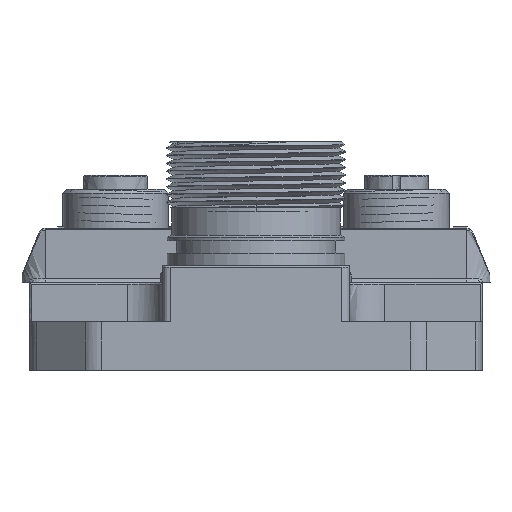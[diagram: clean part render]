
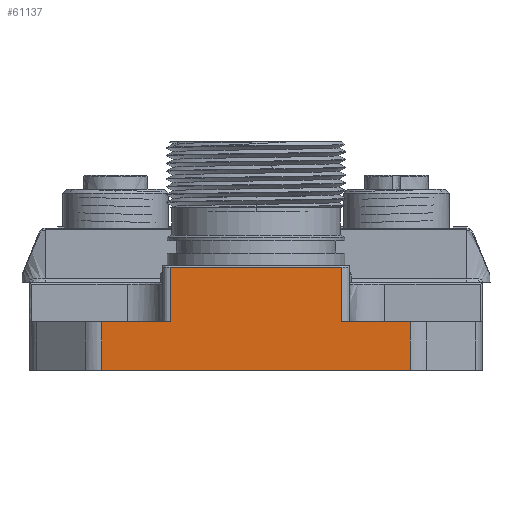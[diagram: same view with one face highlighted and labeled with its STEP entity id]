
A CAD part, front view. The second image highlights one B-rep face of the part: STEP entity #61137.
In plain terms, the highlighted free-form (B-spline) face has degree [1, 1] with [2, 2] control points.
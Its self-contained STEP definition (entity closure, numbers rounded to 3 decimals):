
#2710=CARTESIAN_POINT('',(11.,-76.,13.));
#2711=VERTEX_POINT('',#2710);
#2738=CARTESIAN_POINT('',(11.,-76.,6.));
#2739=VERTEX_POINT('',#2738);
#2740=CARTESIAN_POINT('',(11.,-76.,13.));
#2741=CARTESIAN_POINT('',(11.,-76.,6.));
#2742=B_SPLINE_CURVE_WITH_KNOTS('',1,(#2740,#2741),.POLYLINE_FORM.,.F.,.U.,(2,2),(0.,1.),.UNSPECIFIED.);
#2743=EDGE_CURVE('',#2711,#2739,#2742,.T.);
#2769=CARTESIAN_POINT('',(19.791,-76.,6.));
#2770=VERTEX_POINT('',#2769);
#2771=CARTESIAN_POINT('',(11.,-76.,6.));
#2772=CARTESIAN_POINT('',(19.791,-76.,6.));
#2773=B_SPLINE_CURVE_WITH_KNOTS('',1,(#2771,#2772),.POLYLINE_FORM.,.F.,.U.,(2,2),(0.,1.),.UNSPECIFIED.);
#2774=EDGE_CURVE('',#2739,#2770,#2773,.T.);
#2982=CARTESIAN_POINT('',(19.791,-76.,-0.25));
#2983=VERTEX_POINT('',#2982);
#2992=CARTESIAN_POINT('',(-19.791,-76.,-0.25));
#2993=VERTEX_POINT('',#2992);
#2994=CARTESIAN_POINT('',(19.791,-76.,-0.25));
#2995=CARTESIAN_POINT('',(-19.791,-76.,-0.25));
#2996=B_SPLINE_CURVE_WITH_KNOTS('',1,(#2994,#2995),.POLYLINE_FORM.,.F.,.U.,(2,2),(0.,1.),.UNSPECIFIED.);
#2997=EDGE_CURVE('',#2983,#2993,#2996,.T.);
#61089=CARTESIAN_POINT('',(19.791,-76.,6.));
#61090=CARTESIAN_POINT('',(19.791,-76.,-0.25));
#61091=(BOUNDED_CURVE()B_SPLINE_CURVE(1,(#61089,#61090),.POLYLINE_FORM.,.F.,.U.)B_SPLINE_CURVE_WITH_KNOTS((2,2),(0.,1.),.UNSPECIFIED.)CURVE()GEOMETRIC_REPRESENTATION_ITEM()RATIONAL_B_SPLINE_CURVE((0.889,0.889))REPRESENTATION_ITEM(''));
#61092=EDGE_CURVE('',#2770,#2983,#61091,.T.);
#61100=CARTESIAN_POINT('',(-100.381,-76.,-71.381));
#61101=CARTESIAN_POINT('',(-100.381,-76.,71.381));
#61102=CARTESIAN_POINT('',(42.381,-76.,-71.381));
#61103=CARTESIAN_POINT('',(42.381,-76.,71.381));
#61104=B_SPLINE_SURFACE_WITH_KNOTS('',1,1,((#61100,#61101),(#61102,#61103)),.PLANE_SURF.,.F.,.F.,.U.,(2,2),(2,2),(0.,1.),(0.,1.),.UNSPECIFIED.);
#61105=CARTESIAN_POINT('',(-11.,-76.,13.));
#61106=VERTEX_POINT('',#61105);
#61107=CARTESIAN_POINT('',(-11.,-76.,6.));
#61108=VERTEX_POINT('',#61107);
#61109=CARTESIAN_POINT('',(-11.,-76.,13.));
#61110=CARTESIAN_POINT('',(-11.,-76.,6.));
#61111=B_SPLINE_CURVE_WITH_KNOTS('',1,(#61109,#61110),.POLYLINE_FORM.,.F.,.U.,(2,2),(0.,1.),.UNSPECIFIED.);
#61112=EDGE_CURVE('',#61106,#61108,#61111,.T.);
#61113=ORIENTED_EDGE('',*,*,#61112,.T.);
#61114=CARTESIAN_POINT('',(-19.791,-76.,6.));
#61115=VERTEX_POINT('',#61114);
#61116=CARTESIAN_POINT('',(-11.,-76.,6.));
#61117=CARTESIAN_POINT('',(-19.791,-76.,6.));
#61118=B_SPLINE_CURVE_WITH_KNOTS('',1,(#61116,#61117),.POLYLINE_FORM.,.F.,.U.,(2,2),(0.,1.),.UNSPECIFIED.);
#61119=EDGE_CURVE('',#61108,#61115,#61118,.T.);
#61120=ORIENTED_EDGE('',*,*,#61119,.T.);
#61121=CARTESIAN_POINT('',(-19.791,-76.,6.));
#61122=CARTESIAN_POINT('',(-19.791,-76.,-0.25));
#61123=B_SPLINE_CURVE_WITH_KNOTS('',1,(#61121,#61122),.POLYLINE_FORM.,.F.,.U.,(2,2),(0.,1.),.UNSPECIFIED.);
#61124=EDGE_CURVE('',#61115,#2993,#61123,.T.);
#61125=ORIENTED_EDGE('',*,*,#61124,.T.);
#61126=ORIENTED_EDGE('',*,*,#2997,.F.);
#61127=ORIENTED_EDGE('',*,*,#61092,.F.);
#61128=ORIENTED_EDGE('',*,*,#2774,.F.);
#61129=ORIENTED_EDGE('',*,*,#2743,.F.);
#61130=CARTESIAN_POINT('',(11.,-76.,13.));
#61131=CARTESIAN_POINT('',(-11.,-76.,13.));
#61132=B_SPLINE_CURVE_WITH_KNOTS('',1,(#61130,#61131),.POLYLINE_FORM.,.F.,.U.,(2,2),(0.,1.),.UNSPECIFIED.);
#61133=EDGE_CURVE('',#2711,#61106,#61132,.T.);
#61134=ORIENTED_EDGE('',*,*,#61133,.T.);
#61135=EDGE_LOOP('',(#61113,#61120,#61125,#61126,#61127,#61128,#61129,#61134));
#61136=FACE_OUTER_BOUND('',#61135,.T.);
#61137=ADVANCED_FACE('',(#61136),#61104,.T.);
